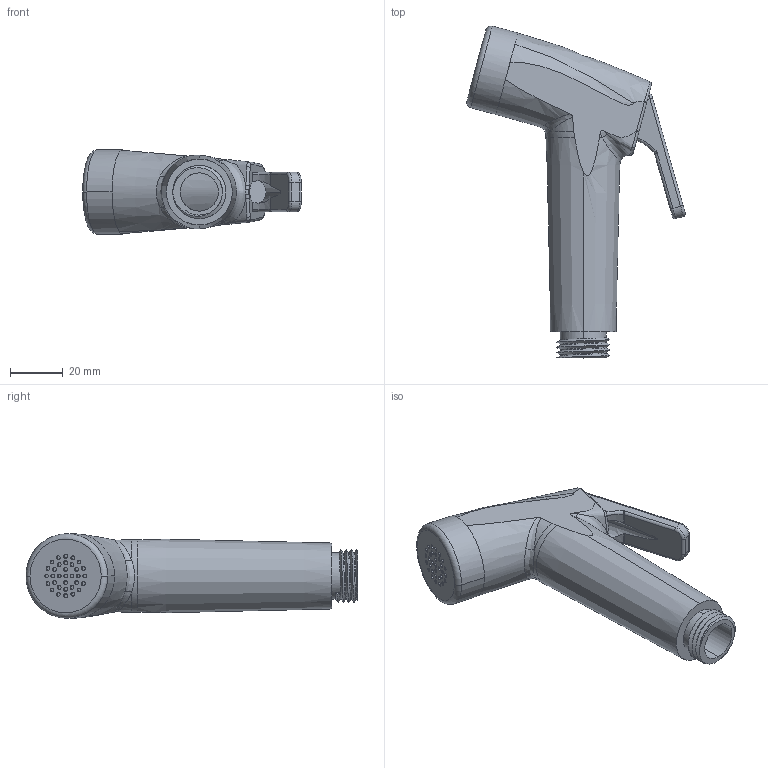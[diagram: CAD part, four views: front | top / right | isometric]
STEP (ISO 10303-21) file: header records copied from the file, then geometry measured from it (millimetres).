
FILE_DESCRIPTION (( 'STEP AP203' ), '1' );
FILE_NAME ('99Z304035.STEP', '2025-07-07T10:50:40', ( '' ), ( '' ), 'SwSTEP 2.0', 'SolidWorks 2021', '' );
FILE_SCHEMA (( 'CONFIG_CONTROL_DESIGN' ));
Length unit declared in the file: millimetre
Products named in the file (1): 99Z304035
Bounding box: 82.9 x 125.89 x 32 mm (x, y, z)
Volume: 80689.6 mm3; surface area: 20255.3 mm2
Topology: 1 solids, 1 shells, 198 faces, 459 edges, 299 vertices
Faces by surface type: cylinder 98, plane 50, bspline 31, torus 15, cone 4
Entity records: 9091 total; most frequent: CARTESIAN_POINT 4688, ORIENTED_EDGE 918, DIRECTION 876, EDGE_CURVE 459, AXIS2_PLACEMENT_3D 377, VERTEX_POINT 299, EDGE_LOOP 234, CIRCLE 209
